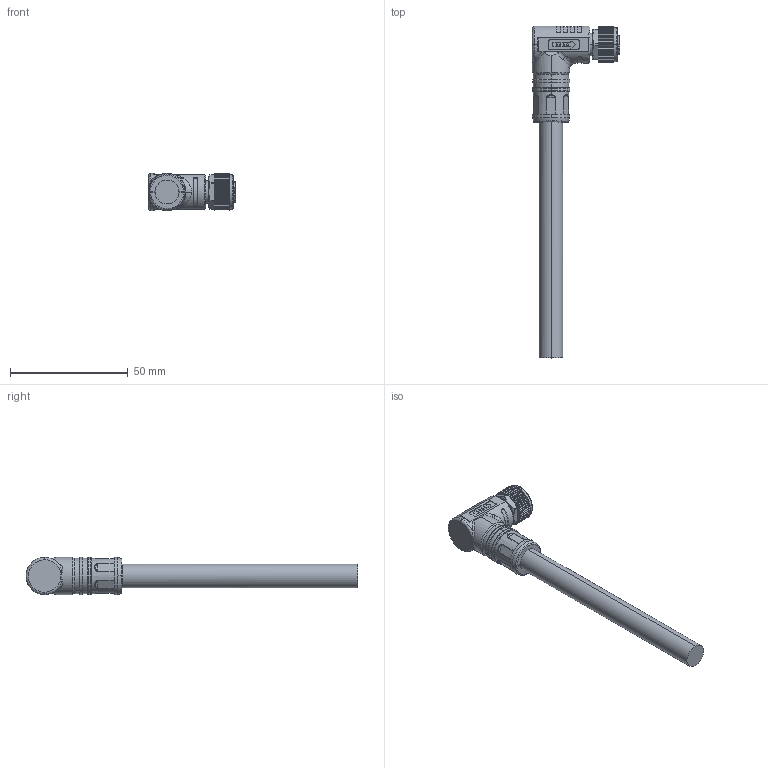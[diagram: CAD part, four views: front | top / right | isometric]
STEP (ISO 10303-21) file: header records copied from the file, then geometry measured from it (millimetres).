
FILE_DESCRIPTION (( 'STEP AP214' ), '1' );
FILE_NAME ('TRGK510-P4B-1M_3D.step', '2024-11-11T16:29:42', ( '' ), ( '' ), 'SwSTEP 2.0', 'SolidWorks 2022', '' );
FILE_SCHEMA (( 'AUTOMOTIVE_DESIGN' ));
Length unit declared in the file: inch
Products named in the file (1): TRGK510-P4B-1M_3D
Bounding box: 37 x 140.9 x 15.8 mm (x, y, z)
Volume: 18692 mm3; surface area: 8069 mm2
Topology: 1 solids, 1 shells, 731 faces, 2028 edges, 1300 vertices
Faces by surface type: plane 294, bspline 219, cylinder 194, cone 24
Entity records: 47355 total; most frequent: CARTESIAN_POINT 30210, ORIENTED_EDGE 4004, DIRECTION 3069, EDGE_CURVE 2002, VERTEX_POINT 1300, AXIS2_PLACEMENT_3D 1082, VECTOR 905, LINE 905
